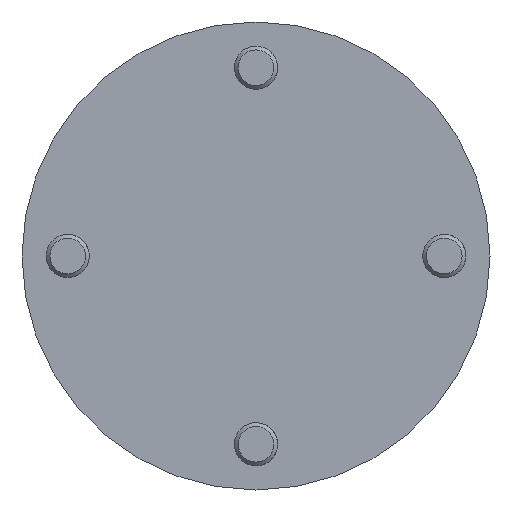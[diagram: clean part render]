
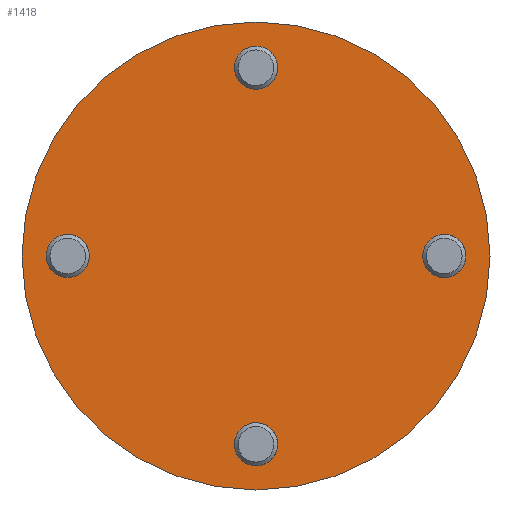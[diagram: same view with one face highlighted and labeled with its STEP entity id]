
A CAD part, left-side view. The second image highlights one B-rep face of the part: STEP entity #1418.
In plain terms, the highlighted planar face has unit normal (-1, 0, 0).
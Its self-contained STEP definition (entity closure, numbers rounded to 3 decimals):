
#32 = PLANE ( 'NONE',  #6563 ) ;
#307 = FACE_BOUND ( 'NONE', #4523, .T. ) ;
#667 = ORIENTED_EDGE ( 'NONE', *, *, #2533, .T. ) ;
#818 = FACE_BOUND ( 'NONE', #11220, .T. ) ;
#915 = DIRECTION ( 'NONE',  ( 1., 0., 0. ) ) ;
#1153 = DIRECTION ( 'NONE',  ( 0., 0., -1. ) ) ;
#1418 = ADVANCED_FACE ( 'NONE', ( #307, #4134, #818, #6599, #12210 ), #32, .F. ) ;
#1464 = VERTEX_POINT ( 'NONE', #12322 ) ;
#1545 = EDGE_CURVE ( 'NONE', #3900, #3900, #12576, .T. ) ;
#1978 = EDGE_LOOP ( 'NONE', ( #5711 ) ) ;
#2191 = DIRECTION ( 'NONE',  ( 1., 0., 0. ) ) ;
#2386 = EDGE_CURVE ( 'NONE', #1464, #1464, #14237, .T. ) ;
#2411 = CARTESIAN_POINT ( 'NONE',  ( 0., 0., 31. ) ) ;
#2533 = EDGE_CURVE ( 'NONE', #13008, #13008, #13548, .T. ) ;
#2569 = AXIS2_PLACEMENT_3D ( 'NONE', #8150, #2776, #9258 ) ;
#2776 = DIRECTION ( 'NONE',  ( 1., 0., 0. ) ) ;
#3168 = CARTESIAN_POINT ( 'NONE',  ( 0., 0., -35. ) ) ;
#3587 = AXIS2_PLACEMENT_3D ( 'NONE', #6355, #11724, #7485 ) ;
#3594 = EDGE_CURVE ( 'NONE', #9425, #9425, #7590, .T. ) ;
#3733 = CARTESIAN_POINT ( 'NONE',  ( 0., -35., 0. ) ) ;
#3900 = VERTEX_POINT ( 'NONE', #11300 ) ;
#4134 = FACE_BOUND ( 'NONE', #6395, .T. ) ;
#4238 = VERTEX_POINT ( 'NONE', #2411 ) ;
#4523 = EDGE_LOOP ( 'NONE', ( #10825 ) ) ;
#4749 = CARTESIAN_POINT ( 'NONE',  ( 0., -35., -4. ) ) ;
#5121 = EDGE_LOOP ( 'NONE', ( #11065 ) ) ;
#5431 = AXIS2_PLACEMENT_3D ( 'NONE', #3733, #9136, #11312 ) ;
#5711 = ORIENTED_EDGE ( 'NONE', *, *, #3594, .T. ) ;
#6355 = CARTESIAN_POINT ( 'NONE',  ( 0., 0., 0. ) ) ;
#6395 = EDGE_LOOP ( 'NONE', ( #667 ) ) ;
#6442 = CIRCLE ( 'NONE', #8049, 4. ) ;
#6563 = AXIS2_PLACEMENT_3D ( 'NONE', #12097, #2191, #1153 ) ;
#6599 = FACE_BOUND ( 'NONE', #1978, .T. ) ;
#6846 = CARTESIAN_POINT ( 'NONE',  ( 0., 0., -39. ) ) ;
#6904 = DIRECTION ( 'NONE',  ( -1., 0., 0. ) ) ;
#7485 = DIRECTION ( 'NONE',  ( 0., 0., 1. ) ) ;
#7575 = DIRECTION ( 'NONE',  ( 0., 0., -1. ) ) ;
#7590 = CIRCLE ( 'NONE', #5431, 4. ) ;
#7982 = DIRECTION ( 'NONE',  ( 0., 0., -1. ) ) ;
#8049 = AXIS2_PLACEMENT_3D ( 'NONE', #13459, #6904, #7982 ) ;
#8150 = CARTESIAN_POINT ( 'NONE',  ( 0., 35., 0. ) ) ;
#9136 = DIRECTION ( 'NONE',  ( 1., 0., 0. ) ) ;
#9258 = DIRECTION ( 'NONE',  ( 0., 0., -1. ) ) ;
#9425 = VERTEX_POINT ( 'NONE', #4749 ) ;
#10825 = ORIENTED_EDGE ( 'NONE', *, *, #12424, .F. ) ;
#11065 = ORIENTED_EDGE ( 'NONE', *, *, #2386, .T. ) ;
#11220 = EDGE_LOOP ( 'NONE', ( #11817 ) ) ;
#11300 = CARTESIAN_POINT ( 'NONE',  ( 0., 35., -4. ) ) ;
#11312 = DIRECTION ( 'NONE',  ( 0., 0., -1. ) ) ;
#11724 = DIRECTION ( 'NONE',  ( -1., 0., 0. ) ) ;
#11817 = ORIENTED_EDGE ( 'NONE', *, *, #1545, .T. ) ;
#12097 = CARTESIAN_POINT ( 'NONE',  ( 0., 25., 0. ) ) ;
#12210 = FACE_OUTER_BOUND ( 'NONE', #5121, .T. ) ;
#12322 = CARTESIAN_POINT ( 'NONE',  ( 0., 0., 43.5 ) ) ;
#12424 = EDGE_CURVE ( 'NONE', #4238, #4238, #6442, .T. ) ;
#12576 = CIRCLE ( 'NONE', #2569, 4. ) ;
#13008 = VERTEX_POINT ( 'NONE', #6846 ) ;
#13446 = AXIS2_PLACEMENT_3D ( 'NONE', #3168, #915, #7575 ) ;
#13459 = CARTESIAN_POINT ( 'NONE',  ( 0., 0., 35. ) ) ;
#13548 = CIRCLE ( 'NONE', #13446, 4. ) ;
#14237 = CIRCLE ( 'NONE', #3587, 43.5 ) ;
